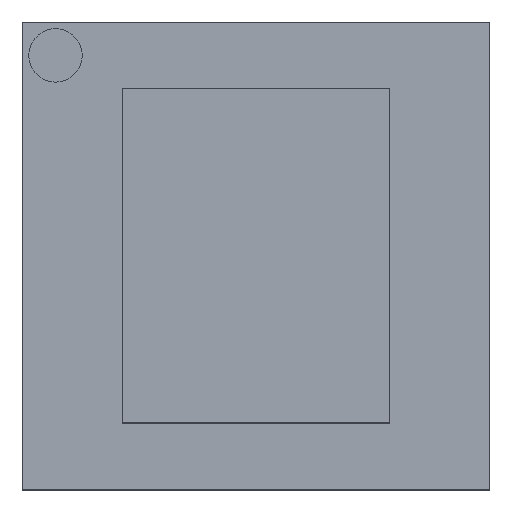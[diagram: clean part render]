
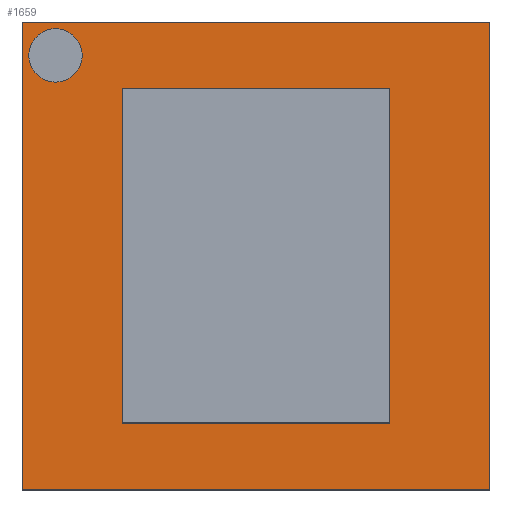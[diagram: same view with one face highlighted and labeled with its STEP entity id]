
A CAD part, top view. The second image highlights one B-rep face of the part: STEP entity #1659.
In plain terms, the highlighted planar face has unit normal (0, 0, 1).
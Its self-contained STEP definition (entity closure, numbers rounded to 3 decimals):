
#32 = EDGE_CURVE('',#33,#35,#37,.T.);
#33 = VERTEX_POINT('',#34);
#34 = CARTESIAN_POINT('',(-1.5,1.3,0.55));
#35 = VERTEX_POINT('',#36);
#36 = CARTESIAN_POINT('',(-1.5,1.7,0.55));
#37 = CIRCLE('',#38,0.2);
#38 = AXIS2_PLACEMENT_3D('',#39,#40,#41);
#39 = CARTESIAN_POINT('',(-1.5,1.5,0.55));
#40 = DIRECTION('',(0.,0.,-1.));
#41 = DIRECTION('',(0.,1.,0.));
#1446 = EDGE_CURVE('',#1447,#1449,#1451,.T.);
#1447 = VERTEX_POINT('',#1448);
#1448 = CARTESIAN_POINT('',(-1.75,1.75,0.55));
#1449 = VERTEX_POINT('',#1450);
#1450 = CARTESIAN_POINT('',(1.75,1.75,0.55));
#1451 = LINE('',#1452,#1453);
#1452 = CARTESIAN_POINT('',(1.75,1.75,0.55));
#1453 = VECTOR('',#1454,1.);
#1454 = DIRECTION('',(1.,0.,0.));
#1477 = EDGE_CURVE('',#1449,#1478,#1480,.T.);
#1478 = VERTEX_POINT('',#1479);
#1479 = CARTESIAN_POINT('',(1.75,-1.75,0.55));
#1480 = LINE('',#1481,#1482);
#1481 = CARTESIAN_POINT('',(1.75,-1.75,0.55));
#1482 = VECTOR('',#1483,1.);
#1483 = DIRECTION('',(0.,-1.,0.));
#1501 = EDGE_CURVE('',#1478,#1502,#1504,.T.);
#1502 = VERTEX_POINT('',#1503);
#1503 = CARTESIAN_POINT('',(-1.75,-1.75,0.55));
#1504 = LINE('',#1505,#1506);
#1505 = CARTESIAN_POINT('',(-1.75,-1.75,0.55));
#1506 = VECTOR('',#1507,1.);
#1507 = DIRECTION('',(-1.,0.,0.));
#1525 = EDGE_CURVE('',#1502,#1447,#1526,.T.);
#1526 = LINE('',#1527,#1528);
#1527 = CARTESIAN_POINT('',(-1.75,1.75,0.55));
#1528 = VECTOR('',#1529,1.);
#1529 = DIRECTION('',(0.,1.,0.));
#1659 = ADVANCED_FACE('',(#1660,#1694,#1704),#1710,.T.);
#1660 = FACE_BOUND('',#1661,.T.);
#1661 = EDGE_LOOP('',(#1662,#1672,#1680,#1688));
#1662 = ORIENTED_EDGE('',*,*,#1663,.T.);
#1663 = EDGE_CURVE('',#1664,#1666,#1668,.T.);
#1664 = VERTEX_POINT('',#1665);
#1665 = CARTESIAN_POINT('',(1.,1.25,0.55));
#1666 = VERTEX_POINT('',#1667);
#1667 = CARTESIAN_POINT('',(1.,-1.25,0.55));
#1668 = LINE('',#1669,#1670);
#1669 = CARTESIAN_POINT('',(1.,0.,0.55));
#1670 = VECTOR('',#1671,1.);
#1671 = DIRECTION('',(0.,-1.,0.));
#1672 = ORIENTED_EDGE('',*,*,#1673,.T.);
#1673 = EDGE_CURVE('',#1666,#1674,#1676,.T.);
#1674 = VERTEX_POINT('',#1675);
#1675 = CARTESIAN_POINT('',(-1.,-1.25,0.55));
#1676 = LINE('',#1677,#1678);
#1677 = CARTESIAN_POINT('',(0.,-1.25,0.55));
#1678 = VECTOR('',#1679,1.);
#1679 = DIRECTION('',(-1.,0.,0.));
#1680 = ORIENTED_EDGE('',*,*,#1681,.T.);
#1681 = EDGE_CURVE('',#1674,#1682,#1684,.T.);
#1682 = VERTEX_POINT('',#1683);
#1683 = CARTESIAN_POINT('',(-1.,1.25,0.55));
#1684 = LINE('',#1685,#1686);
#1685 = CARTESIAN_POINT('',(-1.,0.,0.55));
#1686 = VECTOR('',#1687,1.);
#1687 = DIRECTION('',(0.,1.,0.));
#1688 = ORIENTED_EDGE('',*,*,#1689,.T.);
#1689 = EDGE_CURVE('',#1682,#1664,#1690,.T.);
#1690 = LINE('',#1691,#1692);
#1691 = CARTESIAN_POINT('',(0.,1.25,0.55));
#1692 = VECTOR('',#1693,1.);
#1693 = DIRECTION('',(1.,0.,0.));
#1694 = FACE_BOUND('',#1695,.T.);
#1695 = EDGE_LOOP('',(#1696,#1703));
#1696 = ORIENTED_EDGE('',*,*,#1697,.T.);
#1697 = EDGE_CURVE('',#35,#33,#1698,.T.);
#1698 = CIRCLE('',#1699,0.2);
#1699 = AXIS2_PLACEMENT_3D('',#1700,#1701,#1702);
#1700 = CARTESIAN_POINT('',(-1.5,1.5,0.55));
#1701 = DIRECTION('',(0.,0.,-1.));
#1702 = DIRECTION('',(0.,1.,0.));
#1703 = ORIENTED_EDGE('',*,*,#32,.T.);
#1704 = FACE_BOUND('',#1705,.T.);
#1705 = EDGE_LOOP('',(#1706,#1707,#1708,#1709));
#1706 = ORIENTED_EDGE('',*,*,#1501,.F.);
#1707 = ORIENTED_EDGE('',*,*,#1477,.F.);
#1708 = ORIENTED_EDGE('',*,*,#1446,.F.);
#1709 = ORIENTED_EDGE('',*,*,#1525,.F.);
#1710 = PLANE('',#1711);
#1711 = AXIS2_PLACEMENT_3D('',#1712,#1713,#1714);
#1712 = CARTESIAN_POINT('',(0.,0.,
    0.55));
#1713 = DIRECTION('',(0.,0.,1.));
#1714 = DIRECTION('',(0.,1.,0.));
